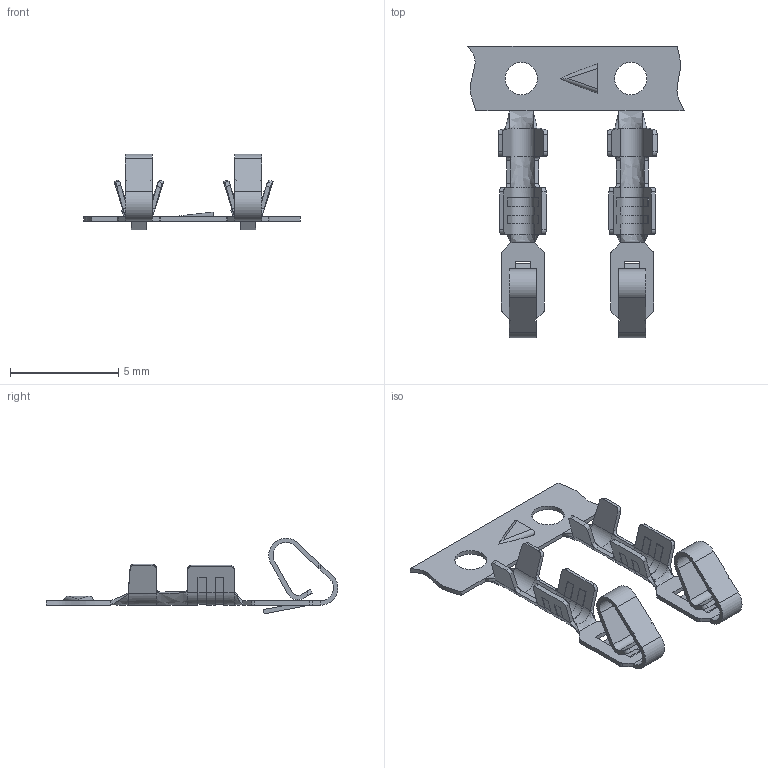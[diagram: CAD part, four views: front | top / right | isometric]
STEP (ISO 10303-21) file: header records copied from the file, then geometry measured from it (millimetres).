
FILE_DESCRIPTION( ( 'Unknown' ), '1' );
FILE_NAME( '61900113722.stp', 'Unknown', ( 'Unknown' ), ( 'Unknown' ), 'PSStep 17.0.49', 'Unknown', ' ' );
FILE_SCHEMA( ( 'AUTOMOTIVE_DESIGN { 1 0 10303 214 1 1 1 1 }' ) );
Length unit declared in the file: millimetre
Products named in the file (3): Assem1; endless sheet; 61900113722_single part
Assembly tree (3 placements, depth 2):
  Assem1
    endless sheet
    61900113722_single part  x2
Bounding box: 10 x 13.5 x 3.5 mm (x, y, z)
Volume: 19.5 mm3; surface area: 229.5 mm2
Topology: 3 solids, 3 shells, 288 faces, 780 edges, 498 vertices
Faces by surface type: plane 176, cylinder 78, bspline 32, extrusion 2
Full cylindrical faces by diameter (mm): 1.5 x2
Entity records: 6946 total; most frequent: CARTESIAN_POINT 1714, ORIENTED_EDGE 856, DIRECTION 736, EDGE_CURVE 428, VECTOR 292, LINE 290, VERTEX_POINT 274, AXIS2_PLACEMENT_3D 222
